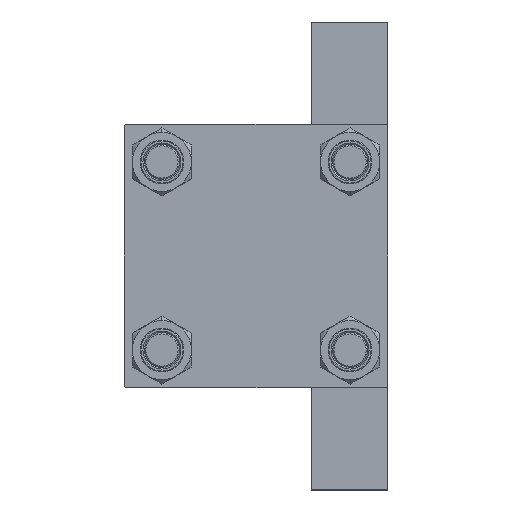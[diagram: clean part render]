
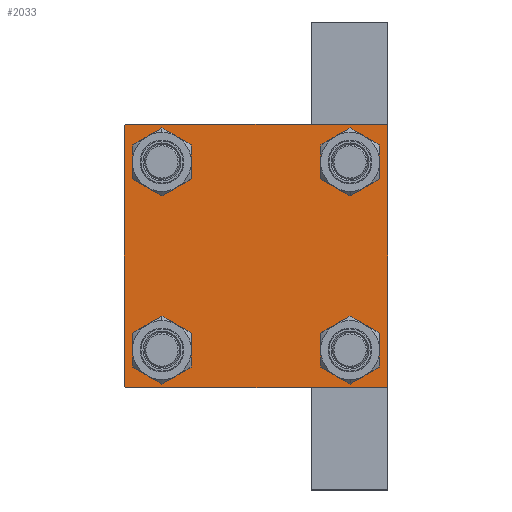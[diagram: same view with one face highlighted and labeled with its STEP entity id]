
A CAD part, left-side view. The second image highlights one B-rep face of the part: STEP entity #2033.
In plain terms, the highlighted planar face has unit normal (-1, 0, 0).
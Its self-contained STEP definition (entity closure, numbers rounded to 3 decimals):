
#216 = AXIS2_PLACEMENT_3D ( 'NONE', #30436, #41990, #38705 ) ;
#245 = ORIENTED_EDGE ( 'NONE', *, *, #32890, .T. ) ;
#618 = CARTESIAN_POINT ( 'NONE',  ( 0., 32.15, 38.65 ) ) ;
#738 = ORIENTED_EDGE ( 'NONE', *, *, #47757, .T. ) ;
#873 = DIRECTION ( 'NONE',  ( 0., -0.707, -0.707 ) ) ;
#1111 = ORIENTED_EDGE ( 'NONE', *, *, #33963, .T. ) ;
#1156 = VERTEX_POINT ( 'NONE', #47795 ) ;
#1221 = VECTOR ( 'NONE', #27203, 1000. ) ;
#1342 = EDGE_LOOP ( 'NONE', ( #45089, #8106 ) ) ;
#1817 = ORIENTED_EDGE ( 'NONE', *, *, #22520, .T. ) ;
#2033 = ADVANCED_FACE ( 'NONE', ( #49512, #19373, #4084, #34450, #33714 ), #48785, .T. ) ;
#2431 = DIRECTION ( 'NONE',  ( 0., 0.707, 0.707 ) ) ;
#3089 = CARTESIAN_POINT ( 'NONE',  ( 0., 45., 45. ) ) ;
#3161 = VERTEX_POINT ( 'NONE', #17273 ) ;
#4084 = FACE_BOUND ( 'NONE', #26885, .T. ) ;
#4144 = DIRECTION ( 'NONE',  ( 0., 0.707, -0.707 ) ) ;
#5371 = CARTESIAN_POINT ( 'NONE',  ( 0., 45., -45. ) ) ;
#5847 = DIRECTION ( 'NONE',  ( 1., 0., 0. ) ) ;
#5916 = CARTESIAN_POINT ( 'NONE',  ( 0., -45., 44.5 ) ) ;
#6298 = LINE ( 'NONE', #13586, #9600 ) ;
#7348 = CARTESIAN_POINT ( 'NONE',  ( 0., -32.15, 38.65 ) ) ;
#7366 = DIRECTION ( 'NONE',  ( 0., 0., 1. ) ) ;
#7497 = DIRECTION ( 'NONE',  ( 0., 0., 1. ) ) ;
#7519 = ORIENTED_EDGE ( 'NONE', *, *, #39052, .T. ) ;
#7527 = EDGE_CURVE ( 'NONE', #37743, #11343, #6298, .T. ) ;
#7694 = CARTESIAN_POINT ( 'NONE',  ( 0., 44.5, 45. ) ) ;
#8106 = ORIENTED_EDGE ( 'NONE', *, *, #24952, .T. ) ;
#8624 = CARTESIAN_POINT ( 'NONE',  ( 0., 32.15, 32.15 ) ) ;
#9424 = CIRCLE ( 'NONE', #15786, 6.5 ) ;
#9515 = VERTEX_POINT ( 'NONE', #30895 ) ;
#9600 = VECTOR ( 'NONE', #28874, 1000. ) ;
#9875 = DIRECTION ( 'NONE',  ( 0., 0., 1. ) ) ;
#10043 = LINE ( 'NONE', #41129, #27558 ) ;
#10182 = ORIENTED_EDGE ( 'NONE', *, *, #45588, .T. ) ;
#10213 = CARTESIAN_POINT ( 'NONE',  ( 0., -44.75, 44.75 ) ) ;
#10344 = EDGE_CURVE ( 'NONE', #19906, #33887, #15178, .T. ) ;
#10656 = CARTESIAN_POINT ( 'NONE',  ( 0., 32.15, -32.15 ) ) ;
#10859 = LINE ( 'NONE', #3089, #15738 ) ;
#10912 = CARTESIAN_POINT ( 'NONE',  ( 0., -44.75, -44.75 ) ) ;
#11343 = VERTEX_POINT ( 'NONE', #40853 ) ;
#11748 = AXIS2_PLACEMENT_3D ( 'NONE', #13802, #44660, #49132 ) ;
#12632 = CARTESIAN_POINT ( 'NONE',  ( 0., -32.15, 32.15 ) ) ;
#12864 = ORIENTED_EDGE ( 'NONE', *, *, #33310, .T. ) ;
#13430 = AXIS2_PLACEMENT_3D ( 'NONE', #19133, #41254, #7366 ) ;
#13586 = CARTESIAN_POINT ( 'NONE',  ( 0., 45., 45. ) ) ;
#13802 = CARTESIAN_POINT ( 'NONE',  ( 0., 32.15, 32.15 ) ) ;
#14723 = VERTEX_POINT ( 'NONE', #48116 ) ;
#14780 = EDGE_CURVE ( 'NONE', #37743, #3161, #38274, .T. ) ;
#14997 = DIRECTION ( 'NONE',  ( 1., 0., 0. ) ) ;
#15178 = LINE ( 'NONE', #22693, #21796 ) ;
#15305 = AXIS2_PLACEMENT_3D ( 'NONE', #10656, #26209, #45529 ) ;
#15445 = AXIS2_PLACEMENT_3D ( 'NONE', #22779, #49642, #7497 ) ;
#15738 = VECTOR ( 'NONE', #30419, 1000. ) ;
#15786 = AXIS2_PLACEMENT_3D ( 'NONE', #35825, #16495, #47117 ) ;
#15962 = CIRCLE ( 'NONE', #22365, 6.5 ) ;
#16487 = AXIS2_PLACEMENT_3D ( 'NONE', #12632, #5847, #9875 ) ;
#16495 = DIRECTION ( 'NONE',  ( 1., 0., 0. ) ) ;
#17273 = CARTESIAN_POINT ( 'NONE',  ( 0., 45., 44.5 ) ) ;
#17710 = CARTESIAN_POINT ( 'NONE',  ( 0., 45., -44.5 ) ) ;
#18135 = EDGE_LOOP ( 'NONE', ( #25690, #35400, #245, #10182, #26202, #738, #20177, #20968 ) ) ;
#18685 = VERTEX_POINT ( 'NONE', #39795 ) ;
#19133 = CARTESIAN_POINT ( 'NONE',  ( 0., 0., 0. ) ) ;
#19233 = CARTESIAN_POINT ( 'NONE',  ( 0., -32.15, 32.15 ) ) ;
#19373 = FACE_BOUND ( 'NONE', #49154, .T. ) ;
#19906 = VERTEX_POINT ( 'NONE', #17710 ) ;
#20177 = ORIENTED_EDGE ( 'NONE', *, *, #7527, .F. ) ;
#20404 = DIRECTION ( 'NONE',  ( 0., -1., 0. ) ) ;
#20968 = ORIENTED_EDGE ( 'NONE', *, *, #14780, .T. ) ;
#21001 = CIRCLE ( 'NONE', #216, 6.5 ) ;
#21796 = VECTOR ( 'NONE', #873, 1000. ) ;
#22365 = AXIS2_PLACEMENT_3D ( 'NONE', #19233, #14997, #34545 ) ;
#22520 = EDGE_CURVE ( 'NONE', #45986, #48151, #33331, .T. ) ;
#22680 = CARTESIAN_POINT ( 'NONE',  ( 0., -32.15, -38.65 ) ) ;
#22693 = CARTESIAN_POINT ( 'NONE',  ( 0., 44.75, -44.75 ) ) ;
#22779 = CARTESIAN_POINT ( 'NONE',  ( 0., -32.15, -32.15 ) ) ;
#23453 = CARTESIAN_POINT ( 'NONE',  ( 0., 44.75, 44.75 ) ) ;
#24700 = ORIENTED_EDGE ( 'NONE', *, *, #30580, .T. ) ;
#24952 = EDGE_CURVE ( 'NONE', #14723, #41788, #45432, .T. ) ;
#25002 = LINE ( 'NONE', #10213, #41367 ) ;
#25082 = CARTESIAN_POINT ( 'NONE',  ( 0., 44.5, -45. ) ) ;
#25690 = ORIENTED_EDGE ( 'NONE', *, *, #48150, .T. ) ;
#26202 = ORIENTED_EDGE ( 'NONE', *, *, #36466, .F. ) ;
#26209 = DIRECTION ( 'NONE',  ( 1., 0., 0. ) ) ;
#26885 = EDGE_LOOP ( 'NONE', ( #12864, #24700 ) ) ;
#27203 = DIRECTION ( 'NONE',  ( 0., -0.707, 0.707 ) ) ;
#27558 = VECTOR ( 'NONE', #48424, 1000. ) ;
#28874 = DIRECTION ( 'NONE',  ( 0., -1., 0. ) ) ;
#29237 = EDGE_CURVE ( 'NONE', #45555, #38861, #9424, .T. ) ;
#29798 = CARTESIAN_POINT ( 'NONE',  ( 0., -32.15, -25.65 ) ) ;
#30095 = VERTEX_POINT ( 'NONE', #33043 ) ;
#30419 = DIRECTION ( 'NONE',  ( 0., 0., -1. ) ) ;
#30436 = CARTESIAN_POINT ( 'NONE',  ( 0., 32.15, -32.15 ) ) ;
#30580 = EDGE_CURVE ( 'NONE', #1156, #30095, #41769, .T. ) ;
#30895 = CARTESIAN_POINT ( 'NONE',  ( 0., -45., -44.5 ) ) ;
#31139 = ORIENTED_EDGE ( 'NONE', *, *, #29237, .T. ) ;
#31187 = DIRECTION ( 'NONE',  ( 1., 0., 0. ) ) ;
#32890 = EDGE_CURVE ( 'NONE', #33887, #18685, #39247, .T. ) ;
#33043 = CARTESIAN_POINT ( 'NONE',  ( 0., 32.15, -25.65 ) ) ;
#33310 = EDGE_CURVE ( 'NONE', #30095, #1156, #21001, .T. ) ;
#33331 = CIRCLE ( 'NONE', #16487, 6.5 ) ;
#33714 = FACE_OUTER_BOUND ( 'NONE', #18135, .T. ) ;
#33738 = LINE ( 'NONE', #10912, #1221 ) ;
#33887 = VERTEX_POINT ( 'NONE', #25082 ) ;
#33963 = EDGE_CURVE ( 'NONE', #38861, #45555, #46694, .T. ) ;
#34450 = FACE_BOUND ( 'NONE', #1342, .T. ) ;
#34545 = DIRECTION ( 'NONE',  ( 0., 0., 1. ) ) ;
#35400 = ORIENTED_EDGE ( 'NONE', *, *, #10344, .T. ) ;
#35825 = CARTESIAN_POINT ( 'NONE',  ( 0., -32.15, -32.15 ) ) ;
#36466 = EDGE_CURVE ( 'NONE', #37937, #9515, #10043, .T. ) ;
#37364 = EDGE_CURVE ( 'NONE', #41788, #14723, #41596, .T. ) ;
#37743 = VERTEX_POINT ( 'NONE', #7694 ) ;
#37937 = VERTEX_POINT ( 'NONE', #5916 ) ;
#38274 = LINE ( 'NONE', #23453, #46014 ) ;
#38705 = DIRECTION ( 'NONE',  ( 0., 0., 1. ) ) ;
#38861 = VERTEX_POINT ( 'NONE', #29798 ) ;
#39052 = EDGE_CURVE ( 'NONE', #48151, #45986, #15962, .T. ) ;
#39185 = AXIS2_PLACEMENT_3D ( 'NONE', #8624, #31187, #46498 ) ;
#39247 = LINE ( 'NONE', #5371, #45057 ) ;
#39795 = CARTESIAN_POINT ( 'NONE',  ( 0., -44.5, -45. ) ) ;
#40853 = CARTESIAN_POINT ( 'NONE',  ( 0., -44.5, 45. ) ) ;
#41129 = CARTESIAN_POINT ( 'NONE',  ( 0., -45., 45. ) ) ;
#41254 = DIRECTION ( 'NONE',  ( -1., 0., 0. ) ) ;
#41367 = VECTOR ( 'NONE', #2431, 1000. ) ;
#41596 = CIRCLE ( 'NONE', #39185, 6.5 ) ;
#41769 = CIRCLE ( 'NONE', #15305, 6.5 ) ;
#41788 = VERTEX_POINT ( 'NONE', #618 ) ;
#41990 = DIRECTION ( 'NONE',  ( 1., 0., 0. ) ) ;
#42941 = CARTESIAN_POINT ( 'NONE',  ( 0., -32.15, 25.65 ) ) ;
#44660 = DIRECTION ( 'NONE',  ( 1., 0., 0. ) ) ;
#45057 = VECTOR ( 'NONE', #20404, 1000. ) ;
#45089 = ORIENTED_EDGE ( 'NONE', *, *, #37364, .T. ) ;
#45432 = CIRCLE ( 'NONE', #11748, 6.5 ) ;
#45529 = DIRECTION ( 'NONE',  ( 0., 0., 1. ) ) ;
#45555 = VERTEX_POINT ( 'NONE', #22680 ) ;
#45588 = EDGE_CURVE ( 'NONE', #18685, #9515, #33738, .T. ) ;
#45986 = VERTEX_POINT ( 'NONE', #42941 ) ;
#46014 = VECTOR ( 'NONE', #4144, 1000. ) ;
#46498 = DIRECTION ( 'NONE',  ( 0., 0., 1. ) ) ;
#46694 = CIRCLE ( 'NONE', #15445, 6.5 ) ;
#47117 = DIRECTION ( 'NONE',  ( 0., 0., 1. ) ) ;
#47546 = EDGE_LOOP ( 'NONE', ( #7519, #1817 ) ) ;
#47757 = EDGE_CURVE ( 'NONE', #37937, #11343, #25002, .T. ) ;
#47795 = CARTESIAN_POINT ( 'NONE',  ( 0., 32.15, -38.65 ) ) ;
#48116 = CARTESIAN_POINT ( 'NONE',  ( 0., 32.15, 25.65 ) ) ;
#48150 = EDGE_CURVE ( 'NONE', #3161, #19906, #10859, .T. ) ;
#48151 = VERTEX_POINT ( 'NONE', #7348 ) ;
#48424 = DIRECTION ( 'NONE',  ( 0., 0., -1. ) ) ;
#48785 = PLANE ( 'NONE',  #13430 ) ;
#49132 = DIRECTION ( 'NONE',  ( 0., 0., 1. ) ) ;
#49154 = EDGE_LOOP ( 'NONE', ( #1111, #31139 ) ) ;
#49512 = FACE_BOUND ( 'NONE', #47546, .T. ) ;
#49642 = DIRECTION ( 'NONE',  ( 1., 0., 0. ) ) ;
